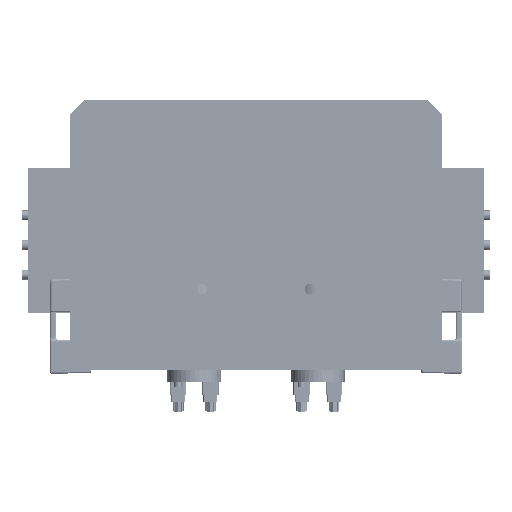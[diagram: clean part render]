
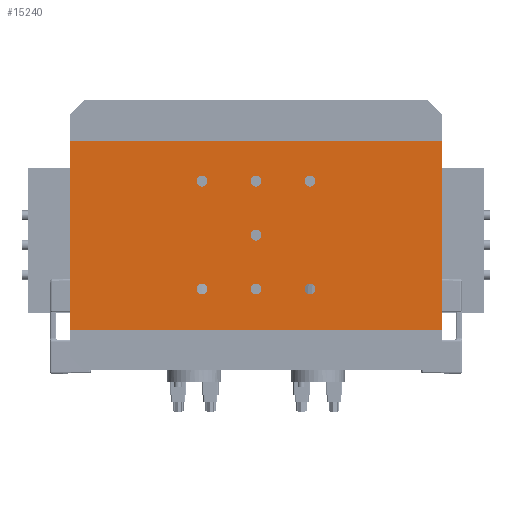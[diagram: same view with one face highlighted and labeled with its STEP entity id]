
A CAD part, front view. The second image highlights one B-rep face of the part: STEP entity #15240.
In plain terms, the highlighted planar face has unit normal (0, -1, 0).
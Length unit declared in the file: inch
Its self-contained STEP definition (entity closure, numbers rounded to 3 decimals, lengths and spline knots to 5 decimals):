
#486 = AXIS2_PLACEMENT_3D ( 'NONE', #77131, #43447, #62103 ) ;
#931 = CARTESIAN_POINT ( 'NONE',  ( 3.4375, 0.05, -1.3995 ) ) ;
#966 = EDGE_LOOP ( 'NONE', ( #60711 ) ) ;
#1845 = EDGE_LOOP ( 'NONE', ( #13562 ) ) ;
#1877 = ORIENTED_EDGE ( 'NONE', *, *, #10960, .T. ) ;
#1937 = DIRECTION ( 'NONE',  ( 0., 1., 0. ) ) ;
#2181 = ORIENTED_EDGE ( 'NONE', *, *, #73509, .T. ) ;
#5356 = LINE ( 'NONE', #11990, #50552 ) ;
#5522 = FACE_BOUND ( 'NONE', #39793, .T. ) ;
#5568 = VECTOR ( 'NONE', #41156, 39.37008 ) ;
#5571 = CARTESIAN_POINT ( 'NONE',  ( 0., 0.05, -0.75 ) ) ;
#6274 = AXIS2_PLACEMENT_3D ( 'NONE', #15394, #36172, #37481 ) ;
#8353 = CIRCLE ( 'NONE', #28105, 0.1005 ) ;
#9673 = CARTESIAN_POINT ( 'NONE',  ( 4.4375, 0.05, -3.3995 ) ) ;
#10960 = EDGE_CURVE ( 'NONE', #48963, #73614, #70040, .T. ) ;
#11990 = CARTESIAN_POINT ( 'NONE',  ( 0., 0.05, -4.25 ) ) ;
#13128 = ORIENTED_EDGE ( 'NONE', *, *, #15949, .T. ) ;
#13562 = ORIENTED_EDGE ( 'NONE', *, *, #82718, .T. ) ;
#13827 = DIRECTION ( 'NONE',  ( 0., 1., 0. ) ) ;
#14118 = CIRCLE ( 'NONE', #28174, 0.1005 ) ;
#14682 = DIRECTION ( 'NONE',  ( 0., 0., 1. ) ) ;
#15240 = ADVANCED_FACE ( 'NONE', ( #46290, #80427, #62908, #32029, #46733, #66246, #5522, #32483 ), #28464, .F. ) ;
#15394 = CARTESIAN_POINT ( 'NONE',  ( 2.4375, 0.05, -3.5 ) ) ;
#15949 = EDGE_CURVE ( 'NONE', #38668, #38668, #35687, .T. ) ;
#16081 = CARTESIAN_POINT ( 'NONE',  ( 3.4375, 0.05, -3.5 ) ) ;
#17209 = CIRCLE ( 'NONE', #65347, 0.1005 ) ;
#19290 = CARTESIAN_POINT ( 'NONE',  ( 0., 0.05, -4.25 ) ) ;
#19759 = DIRECTION ( 'NONE',  ( 0., 1., 0. ) ) ;
#20566 = CARTESIAN_POINT ( 'NONE',  ( 6.87504, 0.05, -4.25 ) ) ;
#20607 = DIRECTION ( 'NONE',  ( -1., 0., 0. ) ) ;
#21287 = VERTEX_POINT ( 'NONE', #931 ) ;
#21578 = DIRECTION ( 'NONE',  ( 0., 1., 0. ) ) ;
#22767 = EDGE_LOOP ( 'NONE', ( #1877, #77468, #71100, #61553 ) ) ;
#24071 = CARTESIAN_POINT ( 'NONE',  ( 4.4375, 0.05, -1.5 ) ) ;
#25823 = VERTEX_POINT ( 'NONE', #5571 ) ;
#27613 = DIRECTION ( 'NONE',  ( 0., 1., 0. ) ) ;
#27698 = CARTESIAN_POINT ( 'NONE',  ( 2.4375, 0.05, -3.3995 ) ) ;
#28105 = AXIS2_PLACEMENT_3D ( 'NONE', #24071, #71133, #36087 ) ;
#28174 = AXIS2_PLACEMENT_3D ( 'NONE', #48187, #21578, #40241 ) ;
#28464 = PLANE ( 'NONE',  #31480 ) ;
#28900 = EDGE_CURVE ( 'NONE', #48963, #63354, #55985, .T. ) ;
#29287 = AXIS2_PLACEMENT_3D ( 'NONE', #33901, #19759, #29401 ) ;
#29401 = DIRECTION ( 'NONE',  ( 0., 0., 1. ) ) ;
#30721 = CIRCLE ( 'NONE', #29287, 0.1005 ) ;
#30860 = EDGE_CURVE ( 'NONE', #43371, #43371, #30721, .T. ) ;
#31480 = AXIS2_PLACEMENT_3D ( 'NONE', #20566, #27613, #75935 ) ;
#32029 = FACE_BOUND ( 'NONE', #1845, .T. ) ;
#32483 = FACE_OUTER_BOUND ( 'NONE', #22767, .T. ) ;
#32738 = EDGE_CURVE ( 'NONE', #73614, #25823, #68218, .T. ) ;
#33014 = VERTEX_POINT ( 'NONE', #27698 ) ;
#33901 = CARTESIAN_POINT ( 'NONE',  ( 4.4375, 0.05, -3.5 ) ) ;
#34102 = CARTESIAN_POINT ( 'NONE',  ( 4.4375, 0.05, -1.3995 ) ) ;
#34751 = EDGE_CURVE ( 'NONE', #53983, #53983, #17209, .T. ) ;
#35164 = CARTESIAN_POINT ( 'NONE',  ( 6.87504, 0.05, -4.25 ) ) ;
#35687 = CIRCLE ( 'NONE', #486, 0.1005 ) ;
#36087 = DIRECTION ( 'NONE',  ( 0., 0., 1. ) ) ;
#36172 = DIRECTION ( 'NONE',  ( 0., 1., 0. ) ) ;
#36487 = VECTOR ( 'NONE', #76253, 39.37008 ) ;
#37481 = DIRECTION ( 'NONE',  ( 0., 0., 1. ) ) ;
#38668 = VERTEX_POINT ( 'NONE', #66658 ) ;
#39588 = CIRCLE ( 'NONE', #69337, 0.1005 ) ;
#39793 = EDGE_LOOP ( 'NONE', ( #72480 ) ) ;
#40241 = DIRECTION ( 'NONE',  ( 0., 0., 1. ) ) ;
#41156 = DIRECTION ( 'NONE',  ( -1., 0., 0. ) ) ;
#43360 = EDGE_LOOP ( 'NONE', ( #77827 ) ) ;
#43371 = VERTEX_POINT ( 'NONE', #9673 ) ;
#43447 = DIRECTION ( 'NONE',  ( 0., 1., 0. ) ) ;
#45657 = DIRECTION ( 'NONE',  ( 0., 0., -1. ) ) ;
#46290 = FACE_BOUND ( 'NONE', #87231, .T. ) ;
#46733 = FACE_BOUND ( 'NONE', #50951, .T. ) ;
#47505 = CARTESIAN_POINT ( 'NONE',  ( 3.4375, 0.05, -1.5 ) ) ;
#48187 = CARTESIAN_POINT ( 'NONE',  ( 3.4375, 0.05, -2.5 ) ) ;
#48963 = VERTEX_POINT ( 'NONE', #63549 ) ;
#50552 = VECTOR ( 'NONE', #45657, 39.37008 ) ;
#50951 = EDGE_LOOP ( 'NONE', ( #2181 ) ) ;
#53983 = VERTEX_POINT ( 'NONE', #80599 ) ;
#54637 = EDGE_CURVE ( 'NONE', #68304, #68304, #8353, .T. ) ;
#55384 = EDGE_CURVE ( 'NONE', #21287, #21287, #39588, .T. ) ;
#55985 = LINE ( 'NONE', #35164, #75787 ) ;
#60711 = ORIENTED_EDGE ( 'NONE', *, *, #34751, .T. ) ;
#61553 = ORIENTED_EDGE ( 'NONE', *, *, #28900, .F. ) ;
#62103 = DIRECTION ( 'NONE',  ( 0., 0., 1. ) ) ;
#62908 = FACE_BOUND ( 'NONE', #71581, .T. ) ;
#63354 = VERTEX_POINT ( 'NONE', #19290 ) ;
#63549 = CARTESIAN_POINT ( 'NONE',  ( 6.875, 0.05, -4.25 ) ) ;
#65347 = AXIS2_PLACEMENT_3D ( 'NONE', #16081, #1937, #82999 ) ;
#66246 = FACE_BOUND ( 'NONE', #966, .T. ) ;
#66658 = CARTESIAN_POINT ( 'NONE',  ( 2.4375, 0.05, -1.3995 ) ) ;
#67161 = CIRCLE ( 'NONE', #6274, 0.1005 ) ;
#67559 = VERTEX_POINT ( 'NONE', #87034 ) ;
#68218 = LINE ( 'NONE', #86819, #5568 ) ;
#68304 = VERTEX_POINT ( 'NONE', #34102 ) ;
#69337 = AXIS2_PLACEMENT_3D ( 'NONE', #47505, #13827, #14682 ) ;
#70040 = LINE ( 'NONE', #75403, #36487 ) ;
#71100 = ORIENTED_EDGE ( 'NONE', *, *, #82212, .T. ) ;
#71133 = DIRECTION ( 'NONE',  ( 0., 1., 0. ) ) ;
#71581 = EDGE_LOOP ( 'NONE', ( #74525 ) ) ;
#72480 = ORIENTED_EDGE ( 'NONE', *, *, #30860, .T. ) ;
#73509 = EDGE_CURVE ( 'NONE', #33014, #33014, #67161, .T. ) ;
#73614 = VERTEX_POINT ( 'NONE', #79624 ) ;
#74525 = ORIENTED_EDGE ( 'NONE', *, *, #54637, .T. ) ;
#75403 = CARTESIAN_POINT ( 'NONE',  ( 6.875, 0.05, -4.25 ) ) ;
#75787 = VECTOR ( 'NONE', #20607, 39.37008 ) ;
#75935 = DIRECTION ( 'NONE',  ( 0., 0., 1. ) ) ;
#76253 = DIRECTION ( 'NONE',  ( 0., 0., 1. ) ) ;
#77131 = CARTESIAN_POINT ( 'NONE',  ( 2.4375, 0.05, -1.5 ) ) ;
#77468 = ORIENTED_EDGE ( 'NONE', *, *, #32738, .T. ) ;
#77827 = ORIENTED_EDGE ( 'NONE', *, *, #55384, .T. ) ;
#79624 = CARTESIAN_POINT ( 'NONE',  ( 6.875, 0.05, -0.75 ) ) ;
#80427 = FACE_BOUND ( 'NONE', #43360, .T. ) ;
#80599 = CARTESIAN_POINT ( 'NONE',  ( 3.4375, 0.05, -3.3995 ) ) ;
#82212 = EDGE_CURVE ( 'NONE', #25823, #63354, #5356, .T. ) ;
#82718 = EDGE_CURVE ( 'NONE', #67559, #67559, #14118, .T. ) ;
#82999 = DIRECTION ( 'NONE',  ( 0., 0., 1. ) ) ;
#86819 = CARTESIAN_POINT ( 'NONE',  ( 6.87504, 0.05, -0.75 ) ) ;
#87034 = CARTESIAN_POINT ( 'NONE',  ( 3.4375, 0.05, -2.3995 ) ) ;
#87231 = EDGE_LOOP ( 'NONE', ( #13128 ) ) ;
